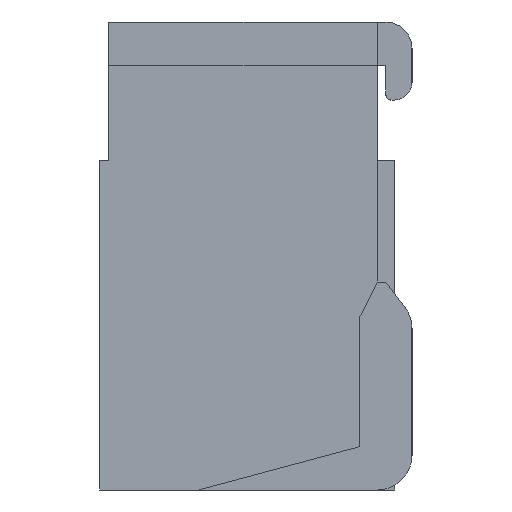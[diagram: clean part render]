
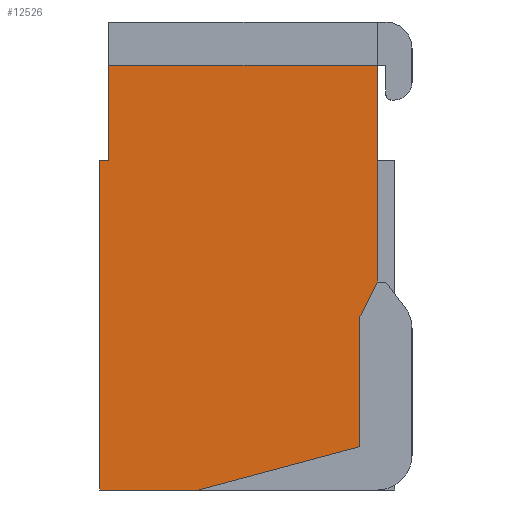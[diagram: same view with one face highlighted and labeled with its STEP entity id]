
A CAD part, left-side view. The second image highlights one B-rep face of the part: STEP entity #12526.
In plain terms, the highlighted planar face has unit normal (-1, 0, 0).
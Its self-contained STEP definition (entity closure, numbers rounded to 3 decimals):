
#837=DIRECTION('',(0.,0.,1.));
#838=VECTOR('',#837,1.25);
#839=CARTESIAN_POINT('',(-4.69,0.1,-0.15));
#840=LINE('',#839,#838);
#4589=DIRECTION('',(0.,0.447,-0.894));
#4590=VECTOR('',#4589,0.224);
#4591=CARTESIAN_POINT('',(-4.69,0.1,-0.15));
#4592=LINE('',#4591,#4590);
#4593=DIRECTION('',(0.,0.,-1.));
#4594=VECTOR('',#4593,0.75);
#4595=CARTESIAN_POINT('',(-4.69,0.2,-0.35));
#4596=LINE('',#4595,#4594);
#4597=DIRECTION('',(0.,0.966,-0.259));
#4598=VECTOR('',#4597,0.966);
#4599=CARTESIAN_POINT('',(-4.69,0.2,-1.1));
#4600=LINE('',#4599,#4598);
#4601=DIRECTION('',(0.,1.,0.));
#4602=VECTOR('',#4601,0.567);
#4603=CARTESIAN_POINT('',(-4.69,1.133,-1.35));
#4604=LINE('',#4603,#4602);
#4605=DIRECTION('',(0.,-1.,0.));
#4606=VECTOR('',#4605,0.05);
#4607=CARTESIAN_POINT('',(-4.69,1.7,0.55));
#4608=LINE('',#4607,#4606);
#4609=DIRECTION('',(0.,0.,-1.));
#4610=VECTOR('',#4609,0.55);
#4611=CARTESIAN_POINT('',(-4.69,1.65,1.1));
#4612=LINE('',#4611,#4610);
#4913=DIRECTION('',(0.,0.,1.));
#4914=VECTOR('',#4913,1.9);
#4915=CARTESIAN_POINT('',(-4.69,1.7,-1.35));
#4916=LINE('',#4915,#4914);
#4953=DIRECTION('',(0.,1.,0.));
#4954=VECTOR('',#4953,1.55);
#4955=CARTESIAN_POINT('',(-4.69,0.1,1.1));
#4956=LINE('',#4955,#4954);
#4974=CARTESIAN_POINT('',(-4.69,1.7,-1.35));
#4976=VERTEX_POINT('',#4974);
#5033=CARTESIAN_POINT('',(-4.69,1.7,0.55));
#5035=VERTEX_POINT('',#5033);
#5037=CARTESIAN_POINT('',(-4.69,1.65,0.55));
#5038=VERTEX_POINT('',#5037);
#5039=CARTESIAN_POINT('',(-4.69,1.65,1.1));
#5040=VERTEX_POINT('',#5039);
#5041=CARTESIAN_POINT('',(-4.69,0.1,1.1));
#5043=VERTEX_POINT('',#5041);
#5137=CARTESIAN_POINT('',(-4.69,0.1,-0.15));
#5138=CARTESIAN_POINT('',(-4.69,0.2,-0.35));
#5139=VERTEX_POINT('',#5137);
#5140=VERTEX_POINT('',#5138);
#5141=CARTESIAN_POINT('',(-4.69,0.2,-1.1));
#5142=VERTEX_POINT('',#5141);
#5149=CARTESIAN_POINT('',(-4.69,1.133,-1.35));
#5150=VERTEX_POINT('',#5149);
#12504=CARTESIAN_POINT('',(-4.69,0.,-1.35));
#12505=DIRECTION('',(-1.,0.,0.));
#12506=DIRECTION('',(0.,0.,1.));
#12507=AXIS2_PLACEMENT_3D('',#12504,#12505,#12506);
#12508=PLANE('',#12507);
#12510=ORIENTED_EDGE('',*,*,#12509,.T.);
#12512=ORIENTED_EDGE('',*,*,#12511,.T.);
#12514=ORIENTED_EDGE('',*,*,#12513,.T.);
#12515=ORIENTED_EDGE('',*,*,#6607,.T.);
#12517=ORIENTED_EDGE('',*,*,#12516,.T.);
#12519=ORIENTED_EDGE('',*,*,#12518,.T.);
#12520=ORIENTED_EDGE('',*,*,#12487,.F.);
#12522=ORIENTED_EDGE('',*,*,#12521,.F.);
#12523=ORIENTED_EDGE('',*,*,#7174,.F.);
#12524=EDGE_LOOP('',(#12510,#12512,#12514,#12515,#12517,#12519,#12520,#12522,
#12523));
#12525=FACE_OUTER_BOUND('',#12524,.F.);
#6607=EDGE_CURVE('',#5150,#4976,#4604,.T.);
#7174=EDGE_CURVE('',#5139,#5043,#840,.T.);
#12487=EDGE_CURVE('',#5040,#5038,#4612,.T.);
#12509=EDGE_CURVE('',#5139,#5140,#4592,.T.);
#12511=EDGE_CURVE('',#5140,#5142,#4596,.T.);
#12513=EDGE_CURVE('',#5142,#5150,#4600,.T.);
#12516=EDGE_CURVE('',#4976,#5035,#4916,.T.);
#12518=EDGE_CURVE('',#5035,#5038,#4608,.T.);
#12521=EDGE_CURVE('',#5043,#5040,#4956,.T.);
#12526=ADVANCED_FACE('',(#12525),#12508,.T.);
